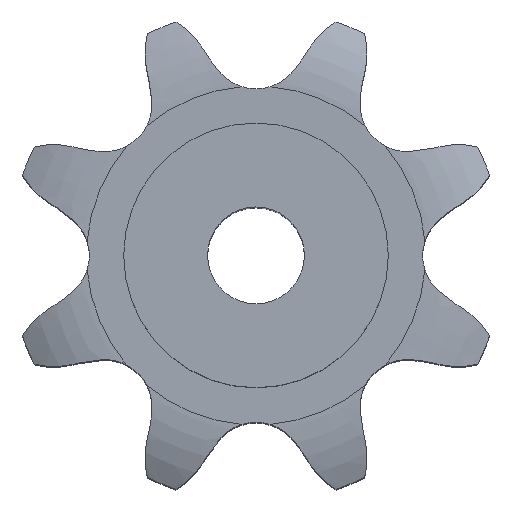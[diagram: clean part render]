
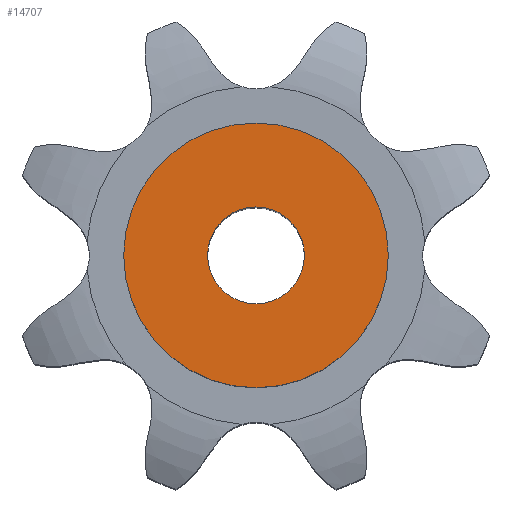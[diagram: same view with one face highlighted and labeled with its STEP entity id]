
A CAD part, top view. The second image highlights one B-rep face of the part: STEP entity #14707.
In plain terms, the highlighted planar face has unit normal (0, 0, 1).
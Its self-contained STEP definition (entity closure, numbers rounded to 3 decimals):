
#8099 = CYLINDRICAL_SURFACE('',#8100,15.);
#8100 = AXIS2_PLACEMENT_3D('',#8101,#8102,#8103);
#8101 = CARTESIAN_POINT('',(0.,0.,328.286));
#8102 = DIRECTION('',(0.,0.,1.));
#8103 = DIRECTION('',(1.,0.,0.));
#10031 = EDGE_CURVE('',#10032,#10032,#10034,.T.);
#10032 = VERTEX_POINT('',#10033);
#10033 = CARTESIAN_POINT('',(15.,0.,180.));
#10034 = SURFACE_CURVE('',#10035,(#10040,#10047),.PCURVE_S1.);
#10035 = CIRCLE('',#10036,15.);
#10036 = AXIS2_PLACEMENT_3D('',#10037,#10038,#10039);
#10037 = CARTESIAN_POINT('',(0.,0.,180.));
#10038 = DIRECTION('',(0.,0.,1.));
#10039 = DIRECTION('',(1.,0.,0.));
#10040 = PCURVE('',#8099,#10041);
#10041 = DEFINITIONAL_REPRESENTATION('',(#10042),#10046);
#10042 = LINE('',#10043,#10044);
#10043 = CARTESIAN_POINT('',(0.,-148.286));
#10044 = VECTOR('',#10045,1.);
#10045 = DIRECTION('',(1.,0.));
#10046 = ( GEOMETRIC_REPRESENTATION_CONTEXT(2) 
PARAMETRIC_REPRESENTATION_CONTEXT() REPRESENTATION_CONTEXT('2D SPACE',''
  ) );
#10047 = PCURVE('',#10048,#10053);
#10048 = PLANE('',#10049);
#10049 = AXIS2_PLACEMENT_3D('',#10050,#10051,#10052);
#10050 = CARTESIAN_POINT('',(0.,0.,
    180.));
#10051 = DIRECTION('',(0.,0.,1.));
#10052 = DIRECTION('',(1.,0.,0.));
#10053 = DEFINITIONAL_REPRESENTATION('',(#10054),#10058);
#10054 = CIRCLE('',#10055,15.);
#10055 = AXIS2_PLACEMENT_2D('',#10056,#10057);
#10056 = CARTESIAN_POINT('',(0.,0.));
#10057 = DIRECTION('',(1.,0.));
#10058 = ( GEOMETRIC_REPRESENTATION_CONTEXT(2) 
PARAMETRIC_REPRESENTATION_CONTEXT() REPRESENTATION_CONTEXT('2D SPACE',''
  ) );
#14707 = ADVANCED_FACE('',(#14708,#14739),#10048,.T.);
#14708 = FACE_BOUND('',#14709,.T.);
#14709 = EDGE_LOOP('',(#14710));
#14710 = ORIENTED_EDGE('',*,*,#14711,.T.);
#14711 = EDGE_CURVE('',#14712,#14712,#14714,.T.);
#14712 = VERTEX_POINT('',#14713);
#14713 = CARTESIAN_POINT('',(41.,0.,180.));
#14714 = SURFACE_CURVE('',#14715,(#14720,#14727),.PCURVE_S1.);
#14715 = CIRCLE('',#14716,41.);
#14716 = AXIS2_PLACEMENT_3D('',#14717,#14718,#14719);
#14717 = CARTESIAN_POINT('',(0.,0.,180.));
#14718 = DIRECTION('',(0.,0.,1.));
#14719 = DIRECTION('',(1.,0.,0.));
#14720 = PCURVE('',#10048,#14721);
#14721 = DEFINITIONAL_REPRESENTATION('',(#14722),#14726);
#14722 = CIRCLE('',#14723,41.);
#14723 = AXIS2_PLACEMENT_2D('',#14724,#14725);
#14724 = CARTESIAN_POINT('',(0.,0.));
#14725 = DIRECTION('',(1.,0.));
#14726 = ( GEOMETRIC_REPRESENTATION_CONTEXT(2) 
PARAMETRIC_REPRESENTATION_CONTEXT() REPRESENTATION_CONTEXT('2D SPACE',''
  ) );
#14727 = PCURVE('',#14728,#14733);
#14728 = CYLINDRICAL_SURFACE('',#14729,41.);
#14729 = AXIS2_PLACEMENT_3D('',#14730,#14731,#14732);
#14730 = CARTESIAN_POINT('',(0.,0.,0.));
#14731 = DIRECTION('',(-0.,-0.,-1.));
#14732 = DIRECTION('',(1.,0.,0.));
#14733 = DEFINITIONAL_REPRESENTATION('',(#14734),#14738);
#14734 = LINE('',#14735,#14736);
#14735 = CARTESIAN_POINT('',(-0.,-180.));
#14736 = VECTOR('',#14737,1.);
#14737 = DIRECTION('',(-1.,0.));
#14738 = ( GEOMETRIC_REPRESENTATION_CONTEXT(2) 
PARAMETRIC_REPRESENTATION_CONTEXT() REPRESENTATION_CONTEXT('2D SPACE',''
  ) );
#14739 = FACE_BOUND('',#14740,.T.);
#14740 = EDGE_LOOP('',(#14741));
#14741 = ORIENTED_EDGE('',*,*,#10031,.F.);
